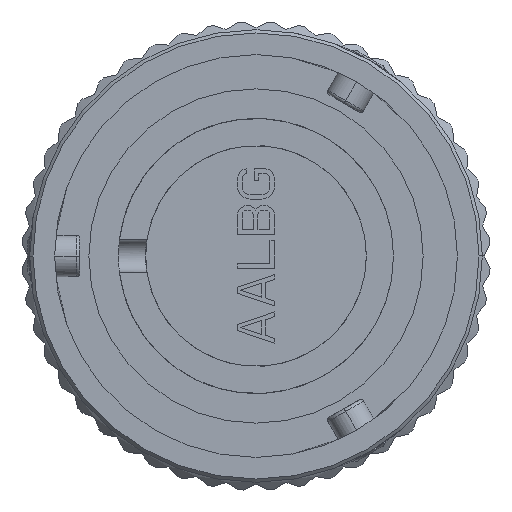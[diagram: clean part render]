
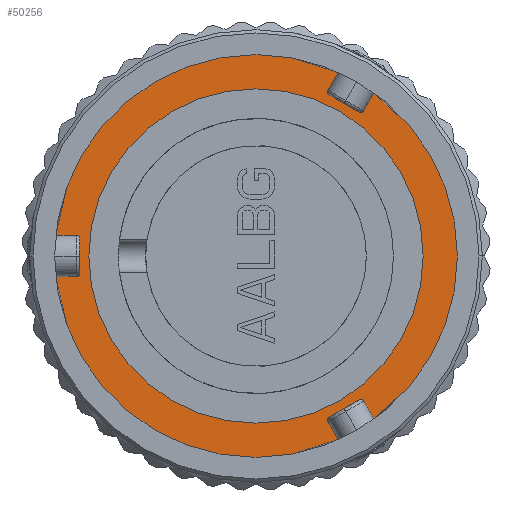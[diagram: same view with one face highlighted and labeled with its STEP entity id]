
A CAD part, left-side view. The second image highlights one B-rep face of the part: STEP entity #50256.
In plain terms, the highlighted planar face has unit normal (-1, 0, 0).
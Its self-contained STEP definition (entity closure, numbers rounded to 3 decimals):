
#54=CARTESIAN_POINT('',(15.49,0.,0.));
#55=DIRECTION('',(1.,0.,0.));
#56=DIRECTION('',(0.,1.,0.));
#57=AXIS2_PLACEMENT_3D('',#54,#55,#56);
#65=CARTESIAN_POINT('',(15.49,0.,0.));
#66=DIRECTION('',(1.,0.,0.));
#67=DIRECTION('',(0.,-0.947,0.321));
#68=AXIS2_PLACEMENT_3D('',#65,#66,#67);
#70=CARTESIAN_POINT('',(15.49,0.,0.));
#71=DIRECTION('',(-1.,0.,0.));
#72=DIRECTION('',(0.,1.,0.));
#73=AXIS2_PLACEMENT_3D('',#70,#71,#72);
#210=CARTESIAN_POINT('',(15.49,0.,0.));
#211=DIRECTION('',(-1.,0.,0.));
#212=DIRECTION('',(0.,-1.,0.));
#213=AXIS2_PLACEMENT_3D('',#210,#211,#212);
#41135=CARTESIAN_POINT('',(15.49,0.,0.));
#41136=DIRECTION('',(1.,0.,0.));
#41137=DIRECTION('',(0.,-1.,0.));
#41138=AXIS2_PLACEMENT_3D('',#41135,#41136,#41137);
#42690=CARTESIAN_POINT('',(15.49,-8.744,3.554));
#42691=CARTESIAN_POINT('',(15.49,-8.769,3.497));
#42692=CARTESIAN_POINT('',(15.49,-8.818,3.382));
#42693=CARTESIAN_POINT('',(15.49,-8.889,3.209));
#42694=CARTESIAN_POINT('',(15.49,-8.933,3.092));
#42695=CARTESIAN_POINT('',(15.49,-8.955,3.034));
#42697=DIRECTION('',(0.,0.926,-0.377));
#42698=VECTOR('',#42697,0.017);
#42699=CARTESIAN_POINT('',(15.49,-8.759,3.56));
#42700=LINE('13117',#42699,#42698);
#50173=CARTESIAN_POINT('',(15.49,9.455,0.));
#50174=CARTESIAN_POINT('',(15.49,-8.759,3.56));
#50175=VERTEX_POINT('',#50173);
#50176=VERTEX_POINT('',#50174);
#50177=CARTESIAN_POINT('',(15.49,-8.955,3.034));
#50178=CARTESIAN_POINT('',(15.49,-9.455,0.));
#50179=VERTEX_POINT('',#50177);
#50180=VERTEX_POINT('',#50178);
#50189=CARTESIAN_POINT('',(15.49,-8.744,3.554));
#50190=VERTEX_POINT('',#50189);
#50201=CARTESIAN_POINT('',(15.49,12.41,-0.001));
#50202=CARTESIAN_POINT('',(15.49,-12.41,0.001));
#50203=VERTEX_POINT('',#50201);
#50204=VERTEX_POINT('',#50202);
#50235=CARTESIAN_POINT('',(15.49,0.,0.));
#50236=DIRECTION('',(1.,0.,0.));
#50237=DIRECTION('',(0.,0.,1.));
#50238=AXIS2_PLACEMENT_3D('',#50235,#50236,#50237);
#50239=PLANE('1060',#50238);
#50241=ORIENTED_EDGE('13126',*,*,#50240,.F.);
#50243=ORIENTED_EDGE('13128',*,*,#50242,.F.);
#50244=EDGE_LOOP('1060',(#50241,#50243));
#50245=FACE_OUTER_BOUND('1060',#50244,.F.);
#50246=ORIENTED_EDGE('13109',*,*,#50211,.F.);
#50248=ORIENTED_EDGE('13111',*,*,#50247,.F.);
#50249=ORIENTED_EDGE('13110',*,*,#50217,.F.);
#50251=ORIENTED_EDGE('13119',*,*,#50250,.F.);
#50253=ORIENTED_EDGE('13117',*,*,#50252,.F.);
#50254=EDGE_LOOP('1060',(#50246,#50248,#50249,#50251,#50253));
#50255=FACE_BOUND('1060',#50254,.F.);
#58=CIRCLE('13109',#57,9.455);
#69=CIRCLE('13110',#68,9.455);
#74=CIRCLE('13126',#73,12.41);
#214=CIRCLE('13128',#213,12.41);
#41139=CIRCLE('13111',#41138,9.455);
#42696=B_SPLINE_CURVE_WITH_KNOTS('13119',3,(#42690,#42691,#42692,#42693,#42694,
#42695),.UNSPECIFIED.,.F.,.F.,(4,1,1,4),(0.,0.333,
0.667,1.),.UNSPECIFIED.);
#50211=EDGE_CURVE('13109',#50175,#50176,#58,.T.);
#50217=EDGE_CURVE('13110',#50179,#50180,#69,.T.);
#50240=EDGE_CURVE('13126',#50203,#50204,#74,.T.);
#50242=EDGE_CURVE('13128',#50204,#50203,#214,.T.);
#50247=EDGE_CURVE('13111',#50180,#50175,#41139,.T.);
#50250=EDGE_CURVE('13119',#50190,#50179,#42696,.T.);
#50252=EDGE_CURVE('13117',#50176,#50190,#42700,.T.);
#50256=ADVANCED_FACE('1060',(#50245,#50255),#50239,.F.);
